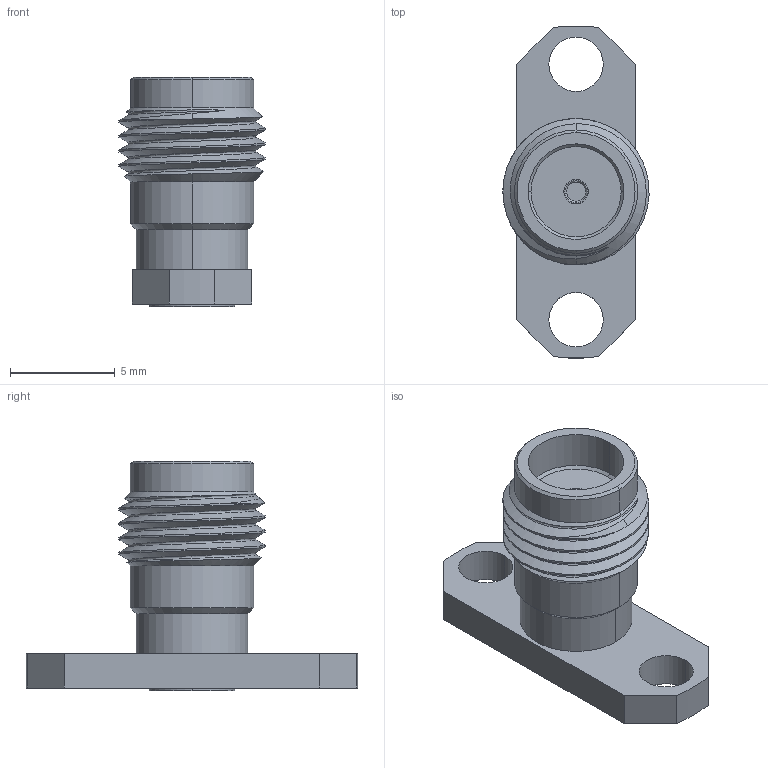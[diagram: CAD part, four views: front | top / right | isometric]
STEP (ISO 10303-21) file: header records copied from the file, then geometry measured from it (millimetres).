
FILE_DESCRIPTION (( 'STEP AP214' ), '1' );
FILE_NAME ('PE45618 ¦ FMCN1668.step', '2020-04-17T00:34:24', ( '' ), ( '' ), 'SwSTEP 2.0', 'SolidWorks 2018', '' );
FILE_SCHEMA (( 'AUTOMOTIVE_DESIGN' ));
Length unit declared in the file: millimetre
Products named in the file (1): PE45618 ｦ FMCN1668
Bounding box: 7 x 15.88 x 10.98 mm (x, y, z)
Volume: 348.7 mm3; surface area: 546.2 mm2
Topology: 2 solids, 2 shells, 99 faces, 254 edges, 165 vertices
Faces by surface type: plane 40, cylinder 38, cone 18, bspline 3
Entity records: 4614 total; most frequent: CARTESIAN_POINT 1720, ORIENTED_EDGE 508, DIRECTION 503, EDGE_CURVE 254, AXIS2_PLACEMENT_3D 194, VERTEX_POINT 165, LINE 115, VECTOR 115
